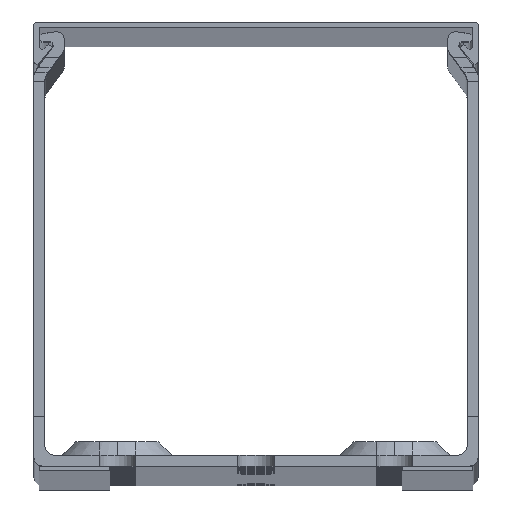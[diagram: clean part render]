
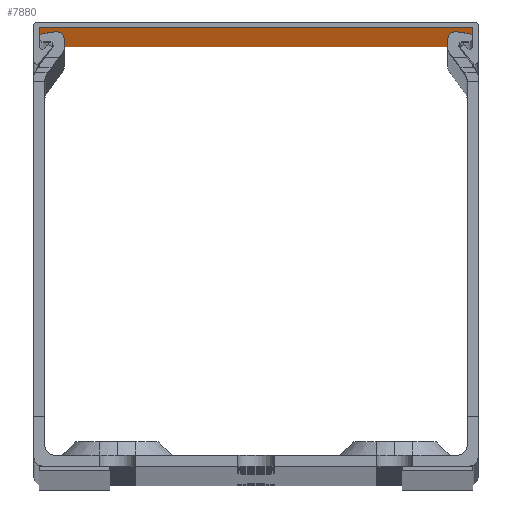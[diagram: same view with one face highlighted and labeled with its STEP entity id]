
A CAD part, top view. The second image highlights one B-rep face of the part: STEP entity #7880.
In plain terms, the highlighted planar face has unit normal (0, -1, 0).
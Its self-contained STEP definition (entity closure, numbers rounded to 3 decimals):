
#2721 = CARTESIAN_POINT ( 'NONE',  ( -39., 79., 1000. ) ) ;
#4879 = ORIENTED_EDGE ( 'NONE', *, *, #37000, .T. ) ;
#6478 = DIRECTION ( 'NONE',  ( 0., 0., -1. ) ) ;
#7038 = CARTESIAN_POINT ( 'NONE',  ( -39., 79., -1000. ) ) ;
#7880 = ADVANCED_FACE ( 'NONE', ( #42224 ), #41432, .F. ) ;
#12715 = DIRECTION ( 'NONE',  ( 0., 0., -1. ) ) ;
#14116 = DIRECTION ( 'NONE',  ( -1., 0., 0. ) ) ;
#14388 = LINE ( 'NONE', #51224, #26299 ) ;
#16246 = LINE ( 'NONE', #40901, #27949 ) ;
#16449 = VECTOR ( 'NONE', #44970, 1000. ) ;
#17297 = CARTESIAN_POINT ( 'NONE',  ( -39., 79., 1080.44 ) ) ;
#17557 = DIRECTION ( 'NONE',  ( 0., 1., 0. ) ) ;
#19469 = LINE ( 'NONE', #19995, #29251 ) ;
#19995 = CARTESIAN_POINT ( 'NONE',  ( 39., 79., 1080.44 ) ) ;
#20355 = EDGE_CURVE ( 'NONE', #21733, #24106, #23560, .T. ) ;
#21733 = VERTEX_POINT ( 'NONE', #23466 ) ;
#22983 = CARTESIAN_POINT ( 'NONE',  ( 39., 79., 1000. ) ) ;
#23466 = CARTESIAN_POINT ( 'NONE',  ( -39., 79., -1000. ) ) ;
#23560 = LINE ( 'NONE', #7038, #16449 ) ;
#24106 = VERTEX_POINT ( 'NONE', #42836 ) ;
#26299 = VECTOR ( 'NONE', #14116, 1000. ) ;
#27512 = EDGE_CURVE ( 'NONE', #33043, #24106, #19469, .T. ) ;
#27537 = ORIENTED_EDGE ( 'NONE', *, *, #20355, .T. ) ;
#27949 = VECTOR ( 'NONE', #12715, 1000. ) ;
#29251 = VECTOR ( 'NONE', #6478, 1000. ) ;
#33043 = VERTEX_POINT ( 'NONE', #22983 ) ;
#33854 = VERTEX_POINT ( 'NONE', #2721 ) ;
#36563 = ORIENTED_EDGE ( 'NONE', *, *, #46400, .T. ) ;
#37000 = EDGE_CURVE ( 'NONE', #33043, #33854, #14388, .T. ) ;
#40162 = AXIS2_PLACEMENT_3D ( 'NONE', #17297, #17557, #46019 ) ;
#40901 = CARTESIAN_POINT ( 'NONE',  ( -39., 79., 1080.44 ) ) ;
#41432 = PLANE ( 'NONE',  #40162 ) ;
#41973 = EDGE_LOOP ( 'NONE', ( #46484, #4879, #36563, #27537 ) ) ;
#42224 = FACE_OUTER_BOUND ( 'NONE', #41973, .T. ) ;
#42836 = CARTESIAN_POINT ( 'NONE',  ( 39., 79., -1000. ) ) ;
#44970 = DIRECTION ( 'NONE',  ( 1., 0., 0. ) ) ;
#46019 = DIRECTION ( 'NONE',  ( 0., 0., 1. ) ) ;
#46400 = EDGE_CURVE ( 'NONE', #33854, #21733, #16246, .T. ) ;
#46484 = ORIENTED_EDGE ( 'NONE', *, *, #27512, .F. ) ;
#51224 = CARTESIAN_POINT ( 'NONE',  ( -39., 79., 1000. ) ) ;
